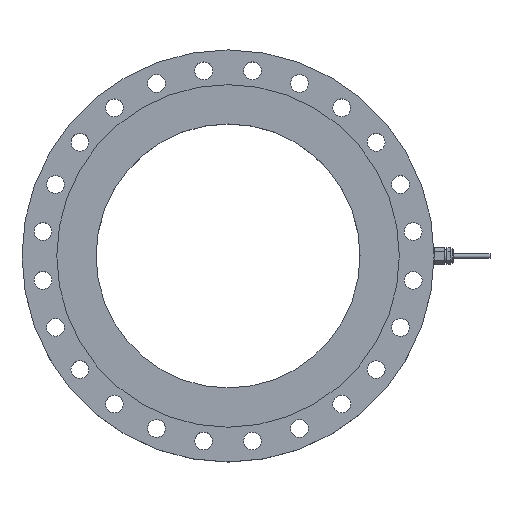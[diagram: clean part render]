
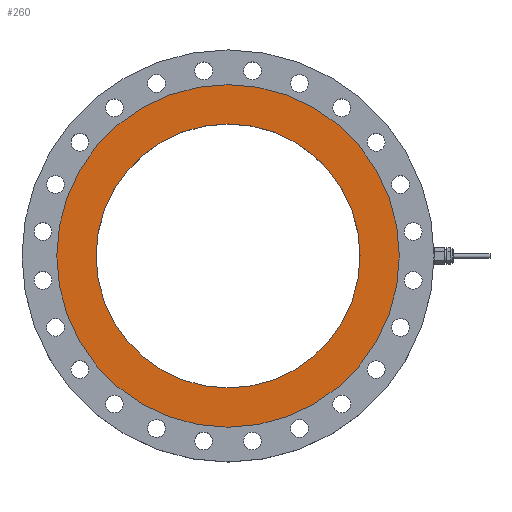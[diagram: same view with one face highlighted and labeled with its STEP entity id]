
A CAD part, top view. The second image highlights one B-rep face of the part: STEP entity #260.
In plain terms, the highlighted planar face has unit normal (0, 0, 1).
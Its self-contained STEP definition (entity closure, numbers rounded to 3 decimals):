
#260 = ADVANCED_FACE( '', ( #615, #616 ), #617, .F. );
#615 = FACE_OUTER_BOUND( '', #1093, .T. );
#616 = FACE_BOUND( '', #1094, .T. );
#617 = PLANE( '', #1095 );
#1093 = EDGE_LOOP( '', ( #1684 ) );
#1094 = EDGE_LOOP( '', ( #1685 ) );
#1095 = AXIS2_PLACEMENT_3D( '', #1686, #1687, #1688 );
#1684 = ORIENTED_EDGE( '', *, *, #2318, .F. );
#1685 = ORIENTED_EDGE( '', *, *, #2319, .T. );
#1686 = CARTESIAN_POINT( '', ( 0., 0., 59. ) );
#1687 = DIRECTION( '', ( 0., 0., -1. ) );
#1688 = DIRECTION( '', ( -1., 0., 0. ) );
#2318 = EDGE_CURVE( '', #2733, #2733, #2734, .T. );
#2319 = EDGE_CURVE( '', #2735, #2735, #2736, .T. );
#2733 = VERTEX_POINT( '', #3222 );
#2734 = CIRCLE( '', #3223, 133. );
#2735 = VERTEX_POINT( '', #3224 );
#2736 = CIRCLE( '', #3225, 102.5 );
#3222 = CARTESIAN_POINT( '', ( 133., 0., 59. ) );
#3223 = AXIS2_PLACEMENT_3D( '', #3729, #3730, #3731 );
#3224 = CARTESIAN_POINT( '', ( -102.5, 0., 59. ) );
#3225 = AXIS2_PLACEMENT_3D( '', #3732, #3733, #3734 );
#3729 = CARTESIAN_POINT( '', ( 0., 0., 59. ) );
#3730 = DIRECTION( '', ( 0., 0., -1. ) );
#3731 = DIRECTION( '', ( 1., 0., 0. ) );
#3732 = CARTESIAN_POINT( '', ( 0., 0., 59. ) );
#3733 = DIRECTION( '', ( 0., 0., -1. ) );
#3734 = DIRECTION( '', ( -1., 0., 0. ) );
